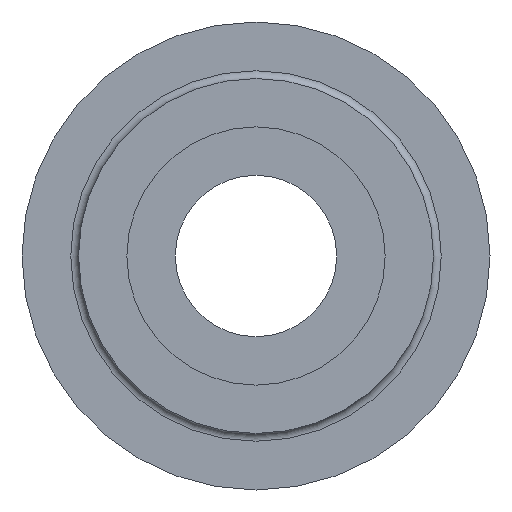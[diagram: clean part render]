
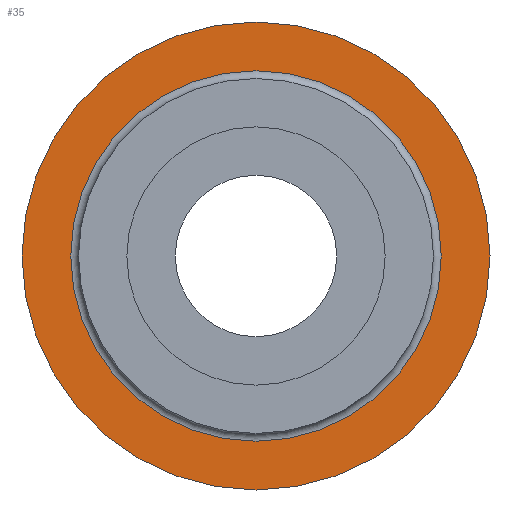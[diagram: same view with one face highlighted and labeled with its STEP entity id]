
A CAD part, left-side view. The second image highlights one B-rep face of the part: STEP entity #35.
In plain terms, the highlighted planar face has unit normal (-1, 0, 0).
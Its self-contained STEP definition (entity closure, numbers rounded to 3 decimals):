
#35 = ADVANCED_FACE( '', ( #72, #73 ), #74, .F. );
#72 = FACE_OUTER_BOUND( '', #115, .T. );
#73 = FACE_BOUND( '', #116, .T. );
#74 = PLANE( '', #117 );
#115 = EDGE_LOOP( '', ( #154 ) );
#116 = EDGE_LOOP( '', ( #155 ) );
#117 = AXIS2_PLACEMENT_3D( '', #156, #157, #158 );
#154 = ORIENTED_EDGE( '', *, *, #205, .F. );
#155 = ORIENTED_EDGE( '', *, *, #206, .T. );
#156 = CARTESIAN_POINT( '', ( 11., 11.48, 0. ) );
#157 = DIRECTION( '', ( 1., 0., 0. ) );
#158 = DIRECTION( '', ( 0., 0., -1. ) );
#205 = EDGE_CURVE( '', #225, #225, #226, .T. );
#206 = EDGE_CURVE( '', #227, #227, #228, .T. );
#225 = VERTEX_POINT( '', #252 );
#226 = CIRCLE( '', #253, 14.5 );
#227 = VERTEX_POINT( '', #254 );
#228 = CIRCLE( '', #255, 11.48 );
#252 = CARTESIAN_POINT( '', ( 11., 0., -14.5 ) );
#253 = AXIS2_PLACEMENT_3D( '', #279, #280, #281 );
#254 = CARTESIAN_POINT( '', ( 11., 0., -11.48 ) );
#255 = AXIS2_PLACEMENT_3D( '', #282, #283, #284 );
#279 = CARTESIAN_POINT( '', ( 11., 0., 0. ) );
#280 = DIRECTION( '', ( 1., 0., 0. ) );
#281 = DIRECTION( '', ( 0., 0., -1. ) );
#282 = CARTESIAN_POINT( '', ( 11., 0., 0. ) );
#283 = DIRECTION( '', ( 1., 0., 0. ) );
#284 = DIRECTION( '', ( 0., 0., -1. ) );
